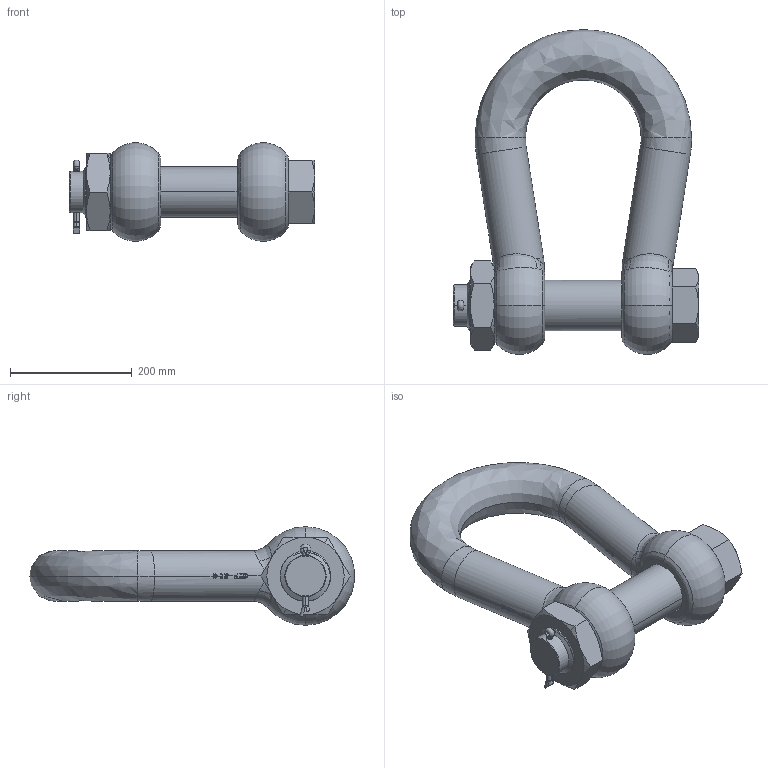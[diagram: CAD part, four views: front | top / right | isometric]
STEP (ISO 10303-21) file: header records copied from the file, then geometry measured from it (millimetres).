
FILE_DESCRIPTION(('STEP AP214'),'1');
FILE_NAME('sughmb83.stp','2017-03-31T06:25:00',('TraceParts'),('TraceParts S.A.'),'Spatial InterOp 3D',' ',' ');
FILE_SCHEMA(('automotive_design'));
Length unit declared in the file: millimetre
Products named in the file (4): sughmb83_1; sughmb83_2; sughmb83_3; sughmb83_4
Bounding box: 403 x 533.9 x 162 mm (x, y, z)
Volume: 9108098.4 mm3; surface area: 554836.6 mm2
Topology: 4 solids, 4 shells, 865 faces, 2399 edges, 1562 vertices
Faces by surface type: bspline 356, plane 333, cylinder 137, cone 28, torus 11
Entity records: 44701 total; most frequent: CARTESIAN_POINT 26025, ORIENTED_EDGE 4782, DIRECTION 2464, EDGE_CURVE 2391, VERTEX_POINT 1562, LINE 1124, VECTOR 1124, EDGE_LOOP 901
